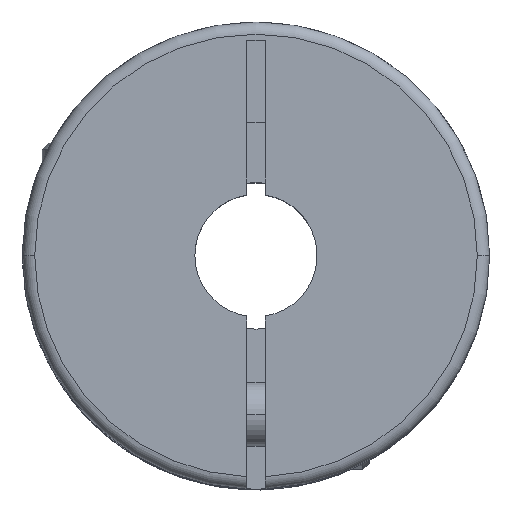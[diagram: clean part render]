
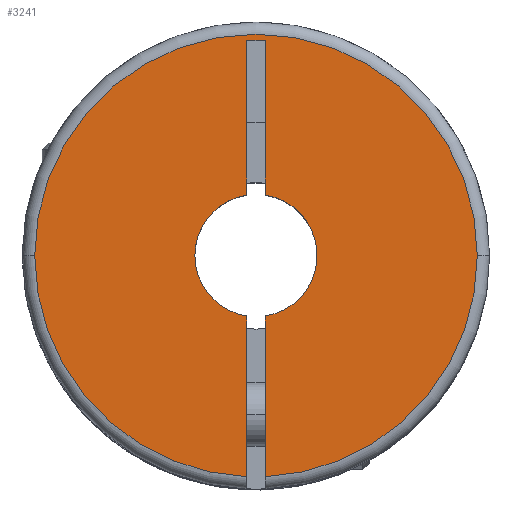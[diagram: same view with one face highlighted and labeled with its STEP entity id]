
A CAD part, top view. The second image highlights one B-rep face of the part: STEP entity #3241.
In plain terms, the highlighted planar face has unit normal (0, 0, 1).
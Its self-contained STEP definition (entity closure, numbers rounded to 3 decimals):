
#114 = CARTESIAN_POINT ( 'NONE',  ( 0.375, -2.472, 0. ) ) ;
#146 = LINE ( 'NONE', #864, #1605 ) ;
#180 = VERTEX_POINT ( 'NONE', #405 ) ;
#240 = AXIS2_PLACEMENT_3D ( 'NONE', #1141, #3520, #2085 ) ;
#302 = CARTESIAN_POINT ( 'NONE',  ( -0.375, -9.042, 0. ) ) ;
#326 = ORIENTED_EDGE ( 'NONE', *, *, #879, .F. ) ;
#329 = DIRECTION ( 'NONE',  ( 0., 1., 0. ) ) ;
#361 = DIRECTION ( 'NONE',  ( 0., 0., -1. ) ) ;
#366 = EDGE_CURVE ( 'NONE', #2921, #180, #1218, .T. ) ;
#383 = AXIS2_PLACEMENT_3D ( 'NONE', #1635, #4320, #4272 ) ;
#405 = CARTESIAN_POINT ( 'NONE',  ( -0.375, 8.8, 0. ) ) ;
#434 = VERTEX_POINT ( 'NONE', #4333 ) ;
#463 = EDGE_CURVE ( 'NONE', #2674, #1083, #1000, .T. ) ;
#505 = EDGE_CURVE ( 'NONE', #3559, #1143, #1066, .T. ) ;
#802 = ORIENTED_EDGE ( 'NONE', *, *, #2217, .F. ) ;
#818 = VECTOR ( 'NONE', #1612, 1000. ) ;
#843 = DIRECTION ( 'NONE',  ( 0., 0., -1. ) ) ;
#848 = CARTESIAN_POINT ( 'NONE',  ( 0.375, -9.042, 0. ) ) ;
#859 = EDGE_CURVE ( 'NONE', #948, #2579, #4346, .T. ) ;
#864 = CARTESIAN_POINT ( 'NONE',  ( -0.375, 8.8, 0. ) ) ;
#879 = EDGE_CURVE ( 'NONE', #948, #3559, #146, .T. ) ;
#948 = VERTEX_POINT ( 'NONE', #3631 ) ;
#975 = DIRECTION ( 'NONE',  ( -1., 0., 0. ) ) ;
#989 = EDGE_CURVE ( 'NONE', #180, #434, #2691, .T. ) ;
#999 = AXIS2_PLACEMENT_3D ( 'NONE', #3704, #1041, #975 ) ;
#1000 = LINE ( 'NONE', #2029, #2473 ) ;
#1006 = DIRECTION ( 'NONE',  ( -1., 0., 0. ) ) ;
#1041 = DIRECTION ( 'NONE',  ( 0., 0., -1. ) ) ;
#1066 = CIRCLE ( 'NONE', #999, 9.05 ) ;
#1083 = VERTEX_POINT ( 'NONE', #114 ) ;
#1099 = VERTEX_POINT ( 'NONE', #2805 ) ;
#1141 = CARTESIAN_POINT ( 'NONE',  ( 0., 0., 0. ) ) ;
#1143 = VERTEX_POINT ( 'NONE', #3518 ) ;
#1218 = LINE ( 'NONE', #3557, #3170 ) ;
#1243 = LINE ( 'NONE', #2587, #818 ) ;
#1251 = DIRECTION ( 'NONE',  ( 0., 0., -1. ) ) ;
#1267 = VERTEX_POINT ( 'NONE', #4295 ) ;
#1370 = EDGE_CURVE ( 'NONE', #1143, #1099, #2893, .T. ) ;
#1446 = AXIS2_PLACEMENT_3D ( 'NONE', #2863, #843, #3611 ) ;
#1486 = CARTESIAN_POINT ( 'NONE',  ( 0.375, 8.8, 0. ) ) ;
#1502 = DIRECTION ( 'NONE',  ( 0., -1., 0. ) ) ;
#1508 = EDGE_LOOP ( 'NONE', ( #2551, #326, #3351, #1580, #1808, #3380, #802, #2888, #3523, #2692, #2158 ) ) ;
#1536 = PLANE ( 'NONE',  #2881 ) ;
#1580 = ORIENTED_EDGE ( 'NONE', *, *, #2092, .T. ) ;
#1586 = DIRECTION ( 'NONE',  ( -1., 0., 0. ) ) ;
#1605 = VECTOR ( 'NONE', #1502, 1000. ) ;
#1612 = DIRECTION ( 'NONE',  ( 0., 1., 0. ) ) ;
#1635 = CARTESIAN_POINT ( 'NONE',  ( 0., 0., 0. ) ) ;
#1784 = CARTESIAN_POINT ( 'NONE',  ( -2.5, 0., 0. ) ) ;
#1808 = ORIENTED_EDGE ( 'NONE', *, *, #989, .F. ) ;
#2029 = CARTESIAN_POINT ( 'NONE',  ( 0.375, -9.55, 0. ) ) ;
#2085 = DIRECTION ( 'NONE',  ( -1., 0., 0. ) ) ;
#2092 = EDGE_CURVE ( 'NONE', #2579, #434, #4326, .T. ) ;
#2158 = ORIENTED_EDGE ( 'NONE', *, *, #1370, .F. ) ;
#2217 = EDGE_CURVE ( 'NONE', #1267, #2921, #1243, .T. ) ;
#2464 = DIRECTION ( 'NONE',  ( 0., -1., 0. ) ) ;
#2473 = VECTOR ( 'NONE', #329, 1000. ) ;
#2486 = FACE_OUTER_BOUND ( 'NONE', #1508, .T. ) ;
#2549 = DIRECTION ( 'NONE',  ( 0., 0., -1. ) ) ;
#2551 = ORIENTED_EDGE ( 'NONE', *, *, #505, .F. ) ;
#2579 = VERTEX_POINT ( 'NONE', #1784 ) ;
#2587 = CARTESIAN_POINT ( 'NONE',  ( 0.375, -9.55, 0. ) ) ;
#2674 = VERTEX_POINT ( 'NONE', #848 ) ;
#2691 = LINE ( 'NONE', #3990, #3300 ) ;
#2692 = ORIENTED_EDGE ( 'NONE', *, *, #3495, .F. ) ;
#2723 = CARTESIAN_POINT ( 'NONE',  ( 0., 0., 0. ) ) ;
#2805 = CARTESIAN_POINT ( 'NONE',  ( 9.05, 0., 0. ) ) ;
#2863 = CARTESIAN_POINT ( 'NONE',  ( 0., 0., 0. ) ) ;
#2881 = AXIS2_PLACEMENT_3D ( 'NONE', #4213, #2549, #2464 ) ;
#2888 = ORIENTED_EDGE ( 'NONE', *, *, #3417, .T. ) ;
#2893 = CIRCLE ( 'NONE', #4026, 9.05 ) ;
#2921 = VERTEX_POINT ( 'NONE', #1486 ) ;
#2944 = AXIS2_PLACEMENT_3D ( 'NONE', #4260, #1251, #3882 ) ;
#3170 = VECTOR ( 'NONE', #1586, 1000. ) ;
#3241 = ADVANCED_FACE ( 'NONE', ( #2486 ), #1536, .F. ) ;
#3261 = CIRCLE ( 'NONE', #383, 2.5 ) ;
#3300 = VECTOR ( 'NONE', #4036, 1000. ) ;
#3351 = ORIENTED_EDGE ( 'NONE', *, *, #859, .T. ) ;
#3380 = ORIENTED_EDGE ( 'NONE', *, *, #366, .F. ) ;
#3417 = EDGE_CURVE ( 'NONE', #1267, #1083, #3261, .T. ) ;
#3495 = EDGE_CURVE ( 'NONE', #1099, #2674, #3615, .T. ) ;
#3518 = CARTESIAN_POINT ( 'NONE',  ( -9.05, 0., 0. ) ) ;
#3520 = DIRECTION ( 'NONE',  ( 0., 0., -1. ) ) ;
#3523 = ORIENTED_EDGE ( 'NONE', *, *, #463, .F. ) ;
#3557 = CARTESIAN_POINT ( 'NONE',  ( 0.375, 8.8, 0. ) ) ;
#3559 = VERTEX_POINT ( 'NONE', #302 ) ;
#3611 = DIRECTION ( 'NONE',  ( -1., 0., 0. ) ) ;
#3615 = CIRCLE ( 'NONE', #1446, 9.05 ) ;
#3631 = CARTESIAN_POINT ( 'NONE',  ( -0.375, -2.472, 0. ) ) ;
#3704 = CARTESIAN_POINT ( 'NONE',  ( 0., 0., 0. ) ) ;
#3882 = DIRECTION ( 'NONE',  ( -1., 0., 0. ) ) ;
#3990 = CARTESIAN_POINT ( 'NONE',  ( -0.375, 8.8, 0. ) ) ;
#4026 = AXIS2_PLACEMENT_3D ( 'NONE', #2723, #361, #1006 ) ;
#4036 = DIRECTION ( 'NONE',  ( 0., -1., 0. ) ) ;
#4213 = CARTESIAN_POINT ( 'NONE',  ( 0., 0., 0. ) ) ;
#4260 = CARTESIAN_POINT ( 'NONE',  ( 0., 0., 0. ) ) ;
#4272 = DIRECTION ( 'NONE',  ( -1., 0., 0. ) ) ;
#4295 = CARTESIAN_POINT ( 'NONE',  ( 0.375, 2.472, 0. ) ) ;
#4320 = DIRECTION ( 'NONE',  ( 0., 0., -1. ) ) ;
#4326 = CIRCLE ( 'NONE', #240, 2.5 ) ;
#4333 = CARTESIAN_POINT ( 'NONE',  ( -0.375, 2.472, 0. ) ) ;
#4346 = CIRCLE ( 'NONE', #2944, 2.5 ) ;
